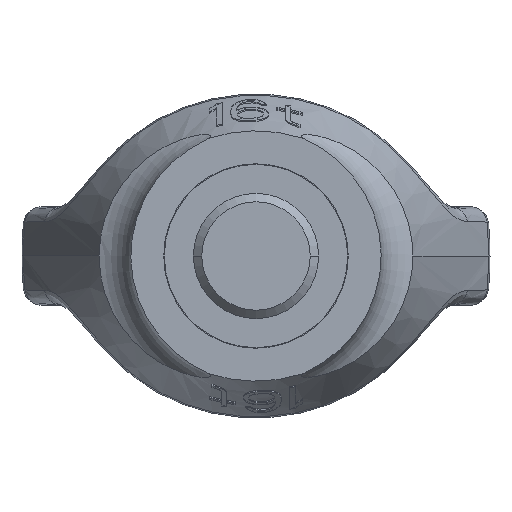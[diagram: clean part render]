
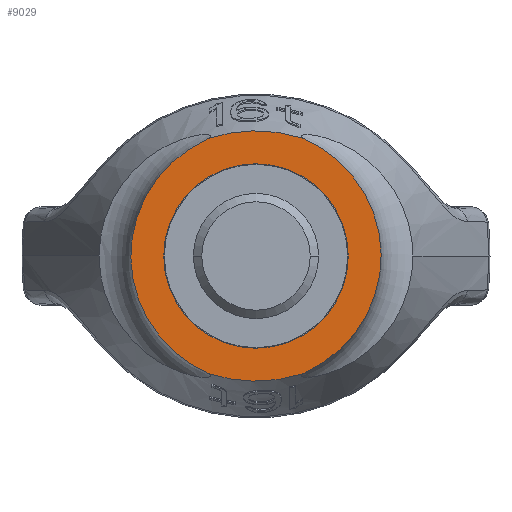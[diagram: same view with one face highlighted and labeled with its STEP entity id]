
A CAD part, front view. The second image highlights one B-rep face of the part: STEP entity #9029.
In plain terms, the highlighted planar face has unit normal (0, -1, 0).
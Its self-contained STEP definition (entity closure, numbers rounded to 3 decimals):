
#1692=CARTESIAN_POINT('',(21.142,0.,-52.587));
#1693=CARTESIAN_POINT('',(22.714,0.,-51.888));
#1694=CARTESIAN_POINT('',(25.775,0.,-50.368));
#1695=CARTESIAN_POINT('',(30.138,0.,-47.723));
#1696=CARTESIAN_POINT('',(34.23,0.,-44.74));
#1697=CARTESIAN_POINT('',(38.03,0.,-41.445));
#1698=CARTESIAN_POINT('',(41.513,0.,-37.863));
#1699=CARTESIAN_POINT('',(44.658,0.,-34.022));
#1700=CARTESIAN_POINT('',(47.447,0.,-29.953));
#1701=CARTESIAN_POINT('',(49.865,0.,-25.684));
#1702=CARTESIAN_POINT('',(51.899,0.,-21.245));
#1703=CARTESIAN_POINT('',(53.538,0.,-16.668));
#1704=CARTESIAN_POINT('',(54.775,0.,-11.983));
#1705=CARTESIAN_POINT('',(55.602,0.,-7.221));
#1706=CARTESIAN_POINT('',(56.017,0.,-2.412));
#1707=CARTESIAN_POINT('',(56.017,0.,2.412));
#1708=CARTESIAN_POINT('',(55.602,0.,7.221));
#1709=CARTESIAN_POINT('',(54.775,0.,11.983));
#1710=CARTESIAN_POINT('',(53.538,0.,16.668));
#1711=CARTESIAN_POINT('',(51.899,0.,21.245));
#1712=CARTESIAN_POINT('',(49.865,0.,25.684));
#1713=CARTESIAN_POINT('',(47.447,0.,29.953));
#1714=CARTESIAN_POINT('',(44.658,0.,34.022));
#1715=CARTESIAN_POINT('',(41.513,0.,37.863));
#1716=CARTESIAN_POINT('',(38.03,0.,41.445));
#1717=CARTESIAN_POINT('',(34.23,0.,44.74));
#1718=CARTESIAN_POINT('',(30.138,0.,47.723));
#1719=CARTESIAN_POINT('',(25.775,0.,50.368));
#1720=CARTESIAN_POINT('',(22.714,0.,51.888));
#1721=CARTESIAN_POINT('',(21.142,0.,52.587));
#1723=CARTESIAN_POINT('',(21.142,0.,-52.587));
#1724=CARTESIAN_POINT('',(18.166,0.,-53.579));
#1725=CARTESIAN_POINT('',(11.219,0.,-55.355));
#1726=CARTESIAN_POINT('',(0.,0.,-56.361));
#1727=CARTESIAN_POINT('',(-11.219,0.,-55.355));
#1728=CARTESIAN_POINT('',(-18.166,0.,-53.579));
#1729=CARTESIAN_POINT('',(-21.142,0.,-52.587));
#1731=CARTESIAN_POINT('',(21.142,0.,52.587));
#1732=CARTESIAN_POINT('',(18.166,0.,53.579));
#1733=CARTESIAN_POINT('',(11.219,0.,55.355));
#1734=CARTESIAN_POINT('',(0.,0.,56.361));
#1735=CARTESIAN_POINT('',(-11.219,0.,55.355));
#1736=CARTESIAN_POINT('',(-18.166,0.,53.579));
#1737=CARTESIAN_POINT('',(-21.142,0.,52.587));
#1739=CARTESIAN_POINT('',(0.,0.,0.));
#1740=DIRECTION('',(0.,-1.,0.));
#1741=DIRECTION('',(1.,0.,0.));
#1742=AXIS2_PLACEMENT_3D('',#1739,#1740,#1741);
#1744=CARTESIAN_POINT('',(0.,0.,0.));
#1745=DIRECTION('',(0.,-1.,0.));
#1746=DIRECTION('',(-1.,0.,0.));
#1747=AXIS2_PLACEMENT_3D('',#1744,#1745,#1746);
#1749=CARTESIAN_POINT('',(-21.142,0.,52.587));
#1750=CARTESIAN_POINT('',(-22.714,0.,51.888));
#1751=CARTESIAN_POINT('',(-25.775,0.,50.368));
#1752=CARTESIAN_POINT('',(-30.138,0.,47.723));
#1753=CARTESIAN_POINT('',(-34.23,0.,44.74));
#1754=CARTESIAN_POINT('',(-38.03,0.,41.445));
#1755=CARTESIAN_POINT('',(-41.513,0.,37.863));
#1756=CARTESIAN_POINT('',(-44.658,0.,34.022));
#1757=CARTESIAN_POINT('',(-47.447,0.,29.953));
#1758=CARTESIAN_POINT('',(-49.865,0.,25.684));
#1759=CARTESIAN_POINT('',(-51.899,0.,21.245));
#1760=CARTESIAN_POINT('',(-53.538,0.,16.668));
#1761=CARTESIAN_POINT('',(-54.775,0.,11.983));
#1762=CARTESIAN_POINT('',(-55.602,0.,7.221));
#1763=CARTESIAN_POINT('',(-56.017,0.,2.412));
#1764=CARTESIAN_POINT('',(-56.017,0.,-2.412));
#1765=CARTESIAN_POINT('',(-55.602,0.,-7.221));
#1766=CARTESIAN_POINT('',(-54.775,0.,-11.983));
#1767=CARTESIAN_POINT('',(-53.538,0.,-16.668));
#1768=CARTESIAN_POINT('',(-51.899,0.,-21.245));
#1769=CARTESIAN_POINT('',(-49.865,0.,-25.684));
#1770=CARTESIAN_POINT('',(-47.447,0.,-29.953));
#1771=CARTESIAN_POINT('',(-44.658,0.,-34.022));
#1772=CARTESIAN_POINT('',(-41.513,0.,-37.863));
#1773=CARTESIAN_POINT('',(-38.03,0.,-41.445));
#1774=CARTESIAN_POINT('',(-34.23,0.,-44.74));
#1775=CARTESIAN_POINT('',(-30.138,0.,-47.723));
#1776=CARTESIAN_POINT('',(-25.775,0.,-50.368));
#1777=CARTESIAN_POINT('',(-22.714,0.,-51.888));
#1778=CARTESIAN_POINT('',(-21.142,0.,-52.587));
#6836=CARTESIAN_POINT('',(41.25,0.,0.));
#6837=CARTESIAN_POINT('',(-41.25,0.,0.));
#6838=VERTEX_POINT('',#6836);
#6839=VERTEX_POINT('',#6837);
#7172=VERTEX_POINT('',#1731);
#7173=VERTEX_POINT('',#1737);
#7182=VERTEX_POINT('',#1723);
#7183=VERTEX_POINT('',#1729);
#9011=CARTESIAN_POINT('',(-61.8,0.,0.));
#9012=DIRECTION('',(0.,-1.,0.));
#9013=DIRECTION('',(1.,0.,0.));
#9014=AXIS2_PLACEMENT_3D('',#9011,#9012,#9013);
#9015=PLANE('',#9014);
#9016=ORIENTED_EDGE('',*,*,#9004,.F.);
#9017=ORIENTED_EDGE('',*,*,#8279,.T.);
#9019=ORIENTED_EDGE('',*,*,#9018,.F.);
#9020=ORIENTED_EDGE('',*,*,#8688,.F.);
#9021=EDGE_LOOP('',(#9016,#9017,#9019,#9020));
#9022=FACE_OUTER_BOUND('',#9021,.F.);
#9024=ORIENTED_EDGE('',*,*,#9023,.T.);
#9026=ORIENTED_EDGE('',*,*,#9025,.T.);
#9027=EDGE_LOOP('',(#9024,#9026));
#9028=FACE_BOUND('',#9027,.F.);
#9029=ADVANCED_FACE('',(#9022,#9028),#9015,.T.);
#1722=B_SPLINE_CURVE_WITH_KNOTS('',3,(#1692,#1693,#1694,#1695,#1696,#1697,#1698,
#1699,#1700,#1701,#1702,#1703,#1704,#1705,#1706,#1707,#1708,#1709,#1710,#1711,
#1712,#1713,#1714,#1715,#1716,#1717,#1718,#1719,#1720,#1721),.UNSPECIFIED.,.F.,
.F.,(4,1,1,1,1,1,1,1,1,1,1,1,1,1,1,1,1,1,1,1,1,1,1,1,1,1,1,4),(0.,
0.037,0.074,0.111,0.148,
0.185,0.222,0.259,0.296,
0.333,0.37,0.407,0.444,
0.481,0.519,0.556,0.593,
0.63,0.667,0.704,0.741,
0.778,0.815,0.852,0.889,
0.926,0.963,1.),.UNSPECIFIED.);
#1730=B_SPLINE_CURVE_WITH_KNOTS('',3,(#1723,#1724,#1725,#1726,#1727,#1728,
#1729),.UNSPECIFIED.,.F.,.F.,(4,1,1,1,4),(0.,0.22,0.5,
0.78,1.),.UNSPECIFIED.);
#1738=B_SPLINE_CURVE_WITH_KNOTS('',3,(#1731,#1732,#1733,#1734,#1735,#1736,
#1737),.UNSPECIFIED.,.F.,.F.,(4,1,1,1,4),(0.,0.22,0.5,
0.78,1.),.UNSPECIFIED.);
#1743=CIRCLE('',#1742,41.25);
#1748=CIRCLE('',#1747,41.25);
#1779=B_SPLINE_CURVE_WITH_KNOTS('',3,(#1749,#1750,#1751,#1752,#1753,#1754,#1755,
#1756,#1757,#1758,#1759,#1760,#1761,#1762,#1763,#1764,#1765,#1766,#1767,#1768,
#1769,#1770,#1771,#1772,#1773,#1774,#1775,#1776,#1777,#1778),.UNSPECIFIED.,.F.,
.F.,(4,1,1,1,1,1,1,1,1,1,1,1,1,1,1,1,1,1,1,1,1,1,1,1,1,1,1,4),(0.,
0.037,0.074,0.111,0.148,
0.185,0.222,0.259,0.296,
0.333,0.37,0.407,0.444,
0.481,0.519,0.556,0.593,
0.63,0.667,0.704,0.741,
0.778,0.815,0.852,0.889,
0.926,0.963,1.),.UNSPECIFIED.);
#8279=EDGE_CURVE('',#7182,#7183,#1730,.T.);
#8688=EDGE_CURVE('',#7172,#7173,#1738,.T.);
#9004=EDGE_CURVE('',#7182,#7172,#1722,.T.);
#9018=EDGE_CURVE('',#7173,#7183,#1779,.T.);
#9023=EDGE_CURVE('',#6838,#6839,#1743,.T.);
#9025=EDGE_CURVE('',#6839,#6838,#1748,.T.);
